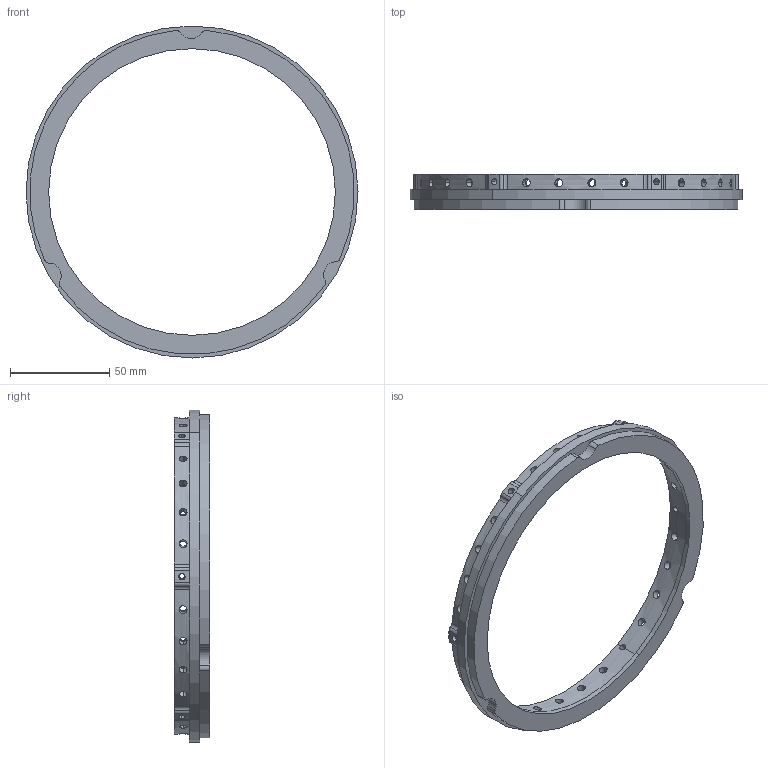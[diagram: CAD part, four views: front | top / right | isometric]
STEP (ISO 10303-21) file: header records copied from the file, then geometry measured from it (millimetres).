
FILE_DESCRIPTION(('Creo Elements/Direct Modeling STEP Export'),'2;1');
FILE_NAME('Spring_Ring_r7.stp','2016-12-01T15:00:39',(''),(''),'PTC Creo Elements/Direct Modeling STEP processor for AP214 (Solid Model)','PTC Creo Elements/Direct Modeling 19.0B 21-Mar-2015 (C) Parametric Technology GmbH','');
FILE_SCHEMA(('AUTOMOTIVE_DESIGN { 1 0 10303 214 1 1 1 1 }'));
Length unit declared in the file: millimetre
Products named in the file (2): SPRING_RING_R7
Assembly tree (1 placements, depth 2):
  SPRING_RING_R7
    SPRING_RING_R7
Bounding box: 167.64 x 17.78 x 167.64 mm (x, y, z)
Volume: 52834.4 mm3; surface area: 29151.8 mm2
Topology: 1 solids, 1 shells, 120 faces, 350 edges, 232 vertices
Faces by surface type: cylinder 114, plane 4, cone 2
Entity records: 6261 total; most frequent: CARTESIAN_POINT 2896, ORIENTED_EDGE 700, DIRECTION 596, EDGE_CURVE 350, AXIS2_PLACEMENT_3D 240, VERTEX_POINT 232, EDGE_LOOP 182, CYLINDRICAL_SURFACE 140
